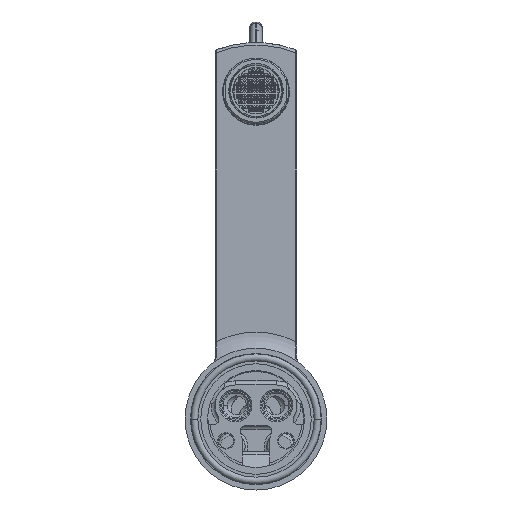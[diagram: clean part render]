
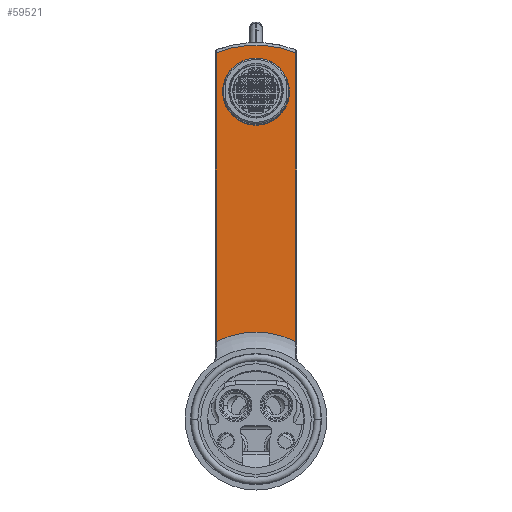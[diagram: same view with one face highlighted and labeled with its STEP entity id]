
A CAD part, front view. The second image highlights one B-rep face of the part: STEP entity #59521.
In plain terms, the highlighted planar face has unit normal (0, -1, 0).
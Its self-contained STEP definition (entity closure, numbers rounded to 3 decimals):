
#8700=DIRECTION('',(0.,0.,1.));
#8701=VECTOR('',#8700,105.868);
#8702=CARTESIAN_POINT('',(14.5,105.5,28.414));
#8703=LINE('',#8702,#8701);
#8704=DIRECTION('',(0.,0.,-1.));
#8705=VECTOR('',#8704,105.868);
#8706=CARTESIAN_POINT('',(-14.5,105.5,134.282));
#8707=LINE('',#8706,#8705);
#8708=CARTESIAN_POINT('',(0.,105.5,96.958));
#8709=DIRECTION('',(0.,-1.,0.));
#8710=DIRECTION('',(0.362,0.,0.932));
#8711=AXIS2_PLACEMENT_3D('',#8708,#8709,#8710);
#8713=CARTESIAN_POINT('',(0.,105.5,132.24));
#8714=CARTESIAN_POINT('',(0.722,105.5,132.24));
#8715=CARTESIAN_POINT('',(2.22,105.5,132.111));
#8716=CARTESIAN_POINT('',(4.523,105.5,131.461));
#8717=CARTESIAN_POINT('',(6.743,105.5,130.319));
#8718=CARTESIAN_POINT('',(8.725,105.5,128.711));
#8719=CARTESIAN_POINT('',(10.063,105.5,127.058));
#8720=CARTESIAN_POINT('',(10.902,105.5,125.617));
#8721=CARTESIAN_POINT('',(11.41,105.5,124.495));
#8722=CARTESIAN_POINT('',(11.797,105.5,123.353));
#8723=CARTESIAN_POINT('',(12.02,105.5,122.398));
#8724=CARTESIAN_POINT('',(12.141,105.5,121.641));
#8725=CARTESIAN_POINT('',(12.205,105.5,121.079));
#8726=CARTESIAN_POINT('',(12.236,105.5,120.616));
#8727=CARTESIAN_POINT('',(12.248,105.5,120.25));
#8728=CARTESIAN_POINT('',(12.251,105.5,119.978));
#8729=CARTESIAN_POINT('',(12.248,105.5,119.707));
#8730=CARTESIAN_POINT('',(12.236,105.5,119.34));
#8731=CARTESIAN_POINT('',(12.205,105.5,118.878));
#8732=CARTESIAN_POINT('',(12.141,105.5,118.315));
#8733=CARTESIAN_POINT('',(12.02,105.5,117.558));
#8734=CARTESIAN_POINT('',(11.797,105.5,116.604));
#8735=CARTESIAN_POINT('',(11.41,105.5,115.461));
#8736=CARTESIAN_POINT('',(10.902,105.5,114.34));
#8737=CARTESIAN_POINT('',(10.063,105.5,112.898));
#8738=CARTESIAN_POINT('',(8.725,105.5,111.245));
#8739=CARTESIAN_POINT('',(6.743,105.5,109.638));
#8740=CARTESIAN_POINT('',(4.523,105.5,108.495));
#8741=CARTESIAN_POINT('',(2.22,105.5,107.845));
#8742=CARTESIAN_POINT('',(0.722,105.5,107.716));
#8743=CARTESIAN_POINT('',(0.,105.5,107.716));
#8745=CARTESIAN_POINT('',(0.,105.5,107.716));
#8746=CARTESIAN_POINT('',(-0.722,105.5,107.716));
#8747=CARTESIAN_POINT('',(-2.22,105.5,107.845));
#8748=CARTESIAN_POINT('',(-4.523,105.5,108.495));
#8749=CARTESIAN_POINT('',(-6.743,105.5,109.638));
#8750=CARTESIAN_POINT('',(-8.725,105.5,111.245));
#8751=CARTESIAN_POINT('',(-10.063,105.5,112.898));
#8752=CARTESIAN_POINT('',(-10.902,105.5,114.34));
#8753=CARTESIAN_POINT('',(-11.41,105.5,115.461));
#8754=CARTESIAN_POINT('',(-11.797,105.5,116.604));
#8755=CARTESIAN_POINT('',(-12.02,105.5,117.558));
#8756=CARTESIAN_POINT('',(-12.141,105.5,118.315));
#8757=CARTESIAN_POINT('',(-12.205,105.5,118.878));
#8758=CARTESIAN_POINT('',(-12.236,105.5,119.34));
#8759=CARTESIAN_POINT('',(-12.248,105.5,119.707));
#8760=CARTESIAN_POINT('',(-12.251,105.5,119.978));
#8761=CARTESIAN_POINT('',(-12.248,105.5,120.25));
#8762=CARTESIAN_POINT('',(-12.236,105.5,120.616));
#8763=CARTESIAN_POINT('',(-12.205,105.5,121.079));
#8764=CARTESIAN_POINT('',(-12.141,105.5,121.641));
#8765=CARTESIAN_POINT('',(-12.02,105.5,122.398));
#8766=CARTESIAN_POINT('',(-11.797,105.5,123.353));
#8767=CARTESIAN_POINT('',(-11.41,105.5,124.495));
#8768=CARTESIAN_POINT('',(-10.902,105.5,125.617));
#8769=CARTESIAN_POINT('',(-10.063,105.5,127.058));
#8770=CARTESIAN_POINT('',(-8.725,105.5,128.711));
#8771=CARTESIAN_POINT('',(-6.743,105.5,130.319));
#8772=CARTESIAN_POINT('',(-4.523,105.5,131.461));
#8773=CARTESIAN_POINT('',(-2.22,105.5,132.111));
#8774=CARTESIAN_POINT('',(-0.722,105.5,132.24));
#8775=CARTESIAN_POINT('',(0.,105.5,132.24));
#8860=CARTESIAN_POINT('',(-14.5,105.5,28.414));
#8875=CARTESIAN_POINT('',(-14.5,105.5,28.414));
#8876=CARTESIAN_POINT('',(-14.18,105.5,28.577));
#8877=CARTESIAN_POINT('',(-13.536,105.5,28.892));
#8878=CARTESIAN_POINT('',(-12.554,105.5,29.332));
#8879=CARTESIAN_POINT('',(-11.558,105.5,29.739));
#8880=CARTESIAN_POINT('',(-10.549,105.5,30.112));
#8881=CARTESIAN_POINT('',(-9.528,105.5,30.45));
#8882=CARTESIAN_POINT('',(-8.497,105.5,30.754));
#8883=CARTESIAN_POINT('',(-7.457,105.5,31.022));
#8884=CARTESIAN_POINT('',(-6.407,105.5,31.256));
#8885=CARTESIAN_POINT('',(-5.35,105.5,31.454));
#8886=CARTESIAN_POINT('',(-4.288,105.5,31.617));
#8887=CARTESIAN_POINT('',(-3.22,105.5,31.743));
#8888=CARTESIAN_POINT('',(-2.149,105.5,31.834));
#8889=CARTESIAN_POINT('',(-1.075,105.5,31.888));
#8890=CARTESIAN_POINT('',(0.,105.5,31.906));
#8891=CARTESIAN_POINT('',(1.075,105.5,31.888));
#8892=CARTESIAN_POINT('',(2.148,105.5,31.834));
#8893=CARTESIAN_POINT('',(3.22,105.5,31.743));
#8894=CARTESIAN_POINT('',(4.287,105.5,31.617));
#8895=CARTESIAN_POINT('',(5.35,105.5,31.454));
#8896=CARTESIAN_POINT('',(6.407,105.5,31.256));
#8897=CARTESIAN_POINT('',(7.456,105.5,31.023));
#8898=CARTESIAN_POINT('',(8.497,105.5,30.754));
#8899=CARTESIAN_POINT('',(9.528,105.5,30.45));
#8900=CARTESIAN_POINT('',(10.548,105.5,30.112));
#8901=CARTESIAN_POINT('',(11.558,105.5,29.739));
#8902=CARTESIAN_POINT('',(12.554,105.5,29.333));
#8903=CARTESIAN_POINT('',(13.536,105.5,28.892));
#8904=CARTESIAN_POINT('',(14.18,105.5,28.577));
#8905=CARTESIAN_POINT('',(14.5,105.5,28.414));
#8920=CARTESIAN_POINT('',(14.5,105.5,28.414));
#44041=CARTESIAN_POINT('',(0.,105.5,107.716));
#44042=VERTEX_POINT('',#44041);
#44043=CARTESIAN_POINT('',(0.,105.5,132.24));
#44044=VERTEX_POINT('',#44043);
#44048=VERTEX_POINT('',#8860);
#44051=VERTEX_POINT('',#8920);
#44077=CARTESIAN_POINT('',(14.5,105.5,134.282));
#44078=VERTEX_POINT('',#44077);
#44087=CARTESIAN_POINT('',(-14.5,105.5,134.282));
#44088=VERTEX_POINT('',#44087);
#59502=CARTESIAN_POINT('',(0.,105.5,0.));
#59503=DIRECTION('',(0.,1.,0.));
#59504=DIRECTION('',(1.,0.,0.));
#59505=AXIS2_PLACEMENT_3D('',#59502,#59503,#59504);
#59506=PLANE('',#59505);
#59508=ORIENTED_EDGE('',*,*,#59507,.F.);
#59510=ORIENTED_EDGE('',*,*,#59509,.F.);
#59512=ORIENTED_EDGE('',*,*,#59511,.F.);
#59514=ORIENTED_EDGE('',*,*,#59513,.F.);
#59515=EDGE_LOOP('',(#59508,#59510,#59512,#59514));
#59516=FACE_OUTER_BOUND('',#59515,.F.);
#59517=ORIENTED_EDGE('',*,*,#59460,.F.);
#59518=ORIENTED_EDGE('',*,*,#59483,.F.);
#59519=EDGE_LOOP('',(#59517,#59518));
#59520=FACE_BOUND('',#59519,.F.);
#59521=ADVANCED_FACE('',(#59516,#59520),#59506,.F.);
#8712=CIRCLE('',#8711,40.042);
#8744=B_SPLINE_CURVE_WITH_KNOTS('',3,(#8713,#8714,#8715,#8716,#8717,#8718,#8719,
#8720,#8721,#8722,#8723,#8724,#8725,#8726,#8727,#8728,#8729,#8730,#8731,#8732,
#8733,#8734,#8735,#8736,#8737,#8738,#8739,#8740,#8741,#8742,#8743),
.UNSPECIFIED.,.F.,.F.,(4,1,1,1,1,1,1,1,1,1,1,1,1,1,1,1,1,1,1,1,1,1,1,1,1,1,1,1,
4),(0.,0.063,0.125,0.188,0.25,0.313,0.344,0.375,0.406,
0.438,0.453,0.469,0.484,0.492,0.5,0.508,
0.516,0.531,0.547,0.563,0.594,0.625,0.656,0.688,
0.75,0.813,0.875,0.938,1.),.UNSPECIFIED.);
#8776=B_SPLINE_CURVE_WITH_KNOTS('',3,(#8745,#8746,#8747,#8748,#8749,#8750,#8751,
#8752,#8753,#8754,#8755,#8756,#8757,#8758,#8759,#8760,#8761,#8762,#8763,#8764,
#8765,#8766,#8767,#8768,#8769,#8770,#8771,#8772,#8773,#8774,#8775),
.UNSPECIFIED.,.F.,.F.,(4,1,1,1,1,1,1,1,1,1,1,1,1,1,1,1,1,1,1,1,1,1,1,1,1,1,1,1,
4),(0.,0.063,0.125,0.188,0.25,0.313,0.344,0.375,0.406,
0.438,0.453,0.469,0.484,0.492,0.5,0.508,
0.516,0.531,0.547,0.563,0.594,0.625,0.656,0.688,
0.75,0.813,0.875,0.938,1.),.UNSPECIFIED.);
#8906=B_SPLINE_CURVE_WITH_KNOTS('',3,(#8875,#8876,#8877,#8878,#8879,#8880,#8881,
#8882,#8883,#8884,#8885,#8886,#8887,#8888,#8889,#8890,#8891,#8892,#8893,#8894,
#8895,#8896,#8897,#8898,#8899,#8900,#8901,#8902,#8903,#8904,#8905),
.UNSPECIFIED.,.F.,.F.,(4,1,1,1,1,1,1,1,1,1,1,1,1,1,1,1,1,1,1,1,1,1,1,1,1,1,1,1,
4),(0.,0.036,0.071,0.107,
0.143,0.179,0.214,0.25,0.286,
0.321,0.357,0.393,0.429,
0.464,0.5,0.536,0.571,0.607,
0.643,0.679,0.714,0.75,0.786,
0.821,0.857,0.893,0.929,
0.964,1.),.UNSPECIFIED.);
#59460=EDGE_CURVE('',#44044,#44042,#8744,.T.);
#59483=EDGE_CURVE('',#44042,#44044,#8776,.T.);
#59507=EDGE_CURVE('',#44051,#44078,#8703,.T.);
#59509=EDGE_CURVE('',#44048,#44051,#8906,.T.);
#59511=EDGE_CURVE('',#44088,#44048,#8707,.T.);
#59513=EDGE_CURVE('',#44078,#44088,#8712,.T.);
